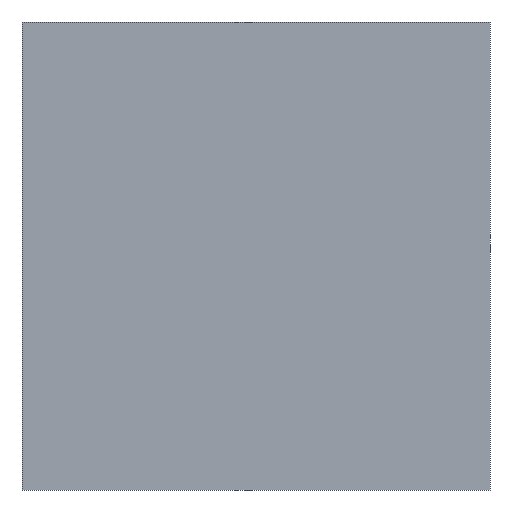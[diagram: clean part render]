
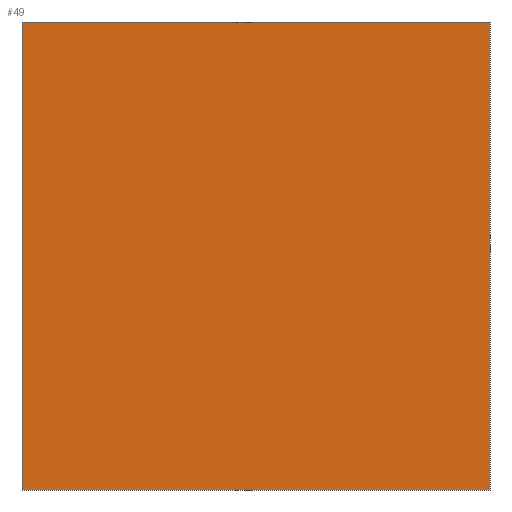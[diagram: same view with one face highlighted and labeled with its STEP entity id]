
A CAD part, front view. The second image highlights one B-rep face of the part: STEP entity #49.
In plain terms, the highlighted planar face has unit normal (0, -1, 0).
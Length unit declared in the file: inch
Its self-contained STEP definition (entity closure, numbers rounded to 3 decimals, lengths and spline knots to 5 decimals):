
#49=ADVANCED_FACE('Back face',(#55),#185,.T.);
#55=FACE_BOUND('',#61,.T.);
#61=EDGE_LOOP('',(#76,#77,#78,#79));
#76=ORIENTED_EDGE('',*,*,#98,.F.);
#77=ORIENTED_EDGE('',*,*,#91,.F.);
#78=ORIENTED_EDGE('',*,*,#99,.T.);
#79=ORIENTED_EDGE('',*,*,#96,.T.);
#91=EDGE_CURVE('',#151,#149,#103,.T.);
#96=EDGE_CURVE('',#155,#154,#108,.T.);
#98=EDGE_CURVE('',#149,#154,#110,.T.);
#99=EDGE_CURVE('',#151,#155,#111,.T.);
#103=LINE('',#166,#113);
#108=LINE('',#171,#113);
#110=LINE('',#180,#116);
#111=LINE('',#181,#116);
#113=VECTOR('',#125,39.37008);
#116=VECTOR('',#132,39.37008);
#124=DIRECTION('',(1.,0.,0.));
#125=DIRECTION('',(0.,0.,-1.));
#126=DIRECTION('',(0.,-1.,0.));
#132=DIRECTION('',(-1.,0.,0.));
#149=VERTEX_POINT('',#159);
#151=VERTEX_POINT('',#156);
#154=VERTEX_POINT('',#172);
#155=VERTEX_POINT('',#171);
#156=CARTESIAN_POINT('',(0.,-1.,1.));
#159=CARTESIAN_POINT('',(0.,-1.,0.));
#166=CARTESIAN_POINT('',(-1.,0.,0.));
#171=CARTESIAN_POINT('',(-1.,-1.,1.));
#172=CARTESIAN_POINT('',(-1.,-1.,0.));
#180=CARTESIAN_POINT('',(-1.,-1.,1.));
#181=CARTESIAN_POINT('',(-1.,-1.,0.));
#185=PLANE('',#191);
#191=AXIS2_PLACEMENT_3D('',#171,#126,#124);
